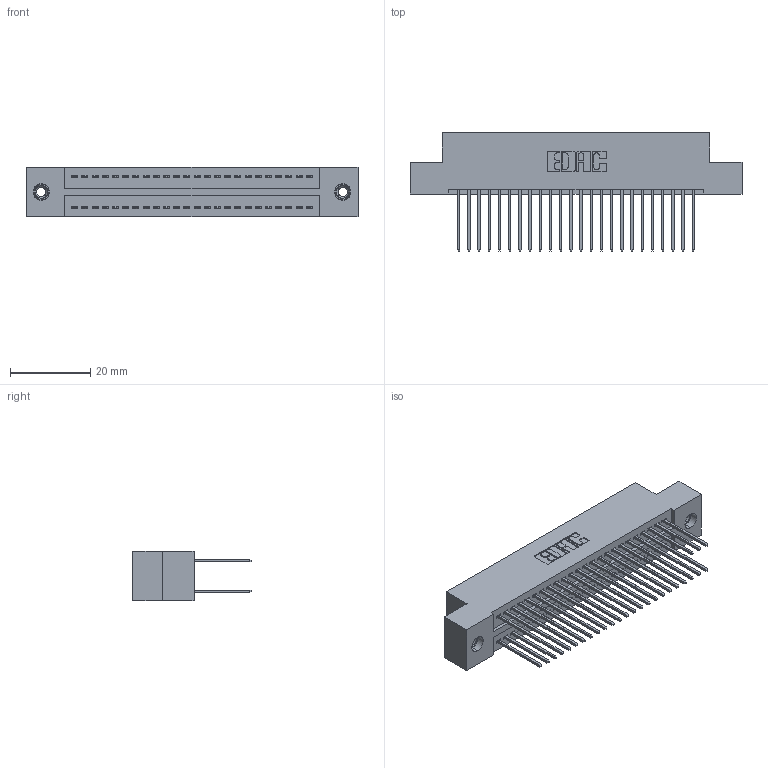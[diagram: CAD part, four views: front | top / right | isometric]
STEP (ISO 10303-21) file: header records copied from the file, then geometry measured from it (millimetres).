
FILE_DESCRIPTION (( 'STEP AP203' ), '1' );
FILE_NAME ('325-048-540-208.STEP', '2020-02-24T23:32:21', ( '' ), ( '' ), 'SwSTEP 2.0', 'SolidWorks 2016', '' );
FILE_SCHEMA (( 'CONFIG_CONTROL_DESIGN' ));
Length unit declared in the file: inch
Products named in the file (4): 325-048-540-208; 345-250-001_345-250-003-102; 325 Part_TI; 325-292-001_325-293-140
Assembly tree (51 placements, depth 2):
  325-048-540-208
    325 Part_TI
    325-292-001_325-293-140  x48
    345-250-001_345-250-003-102  x2
Bounding box: 82.68 x 29.46 x 12.45 mm (x, y, z)
Volume: 10687.3 mm3; surface area: 13388.5 mm2
Topology: 51 solids, 51 shells, 2670 faces, 7887 edges, 5186 vertices
Faces by surface type: plane 1830, cylinder 824, cone 12, torus 4
Entity records: 18972 total; most frequent: CARTESIAN_POINT 3149, ORIENTED_EDGE 3078, DIRECTION 2753, EDGE_CURVE 1539, LINE 1391, VECTOR 1391, VERTEX_POINT 1020, AXIS2_PLACEMENT_3D 681
